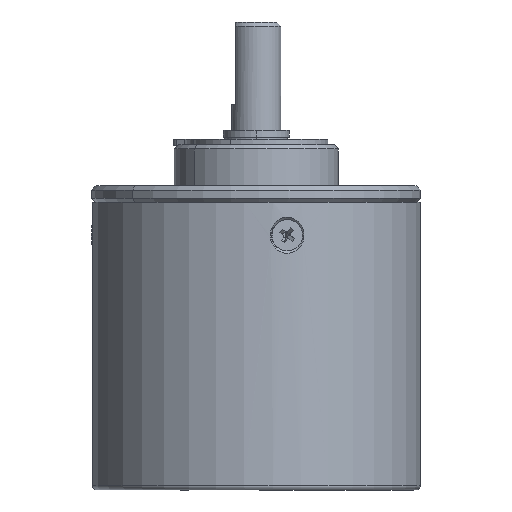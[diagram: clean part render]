
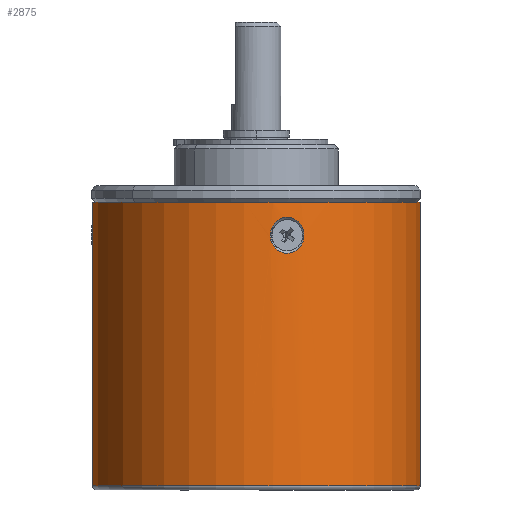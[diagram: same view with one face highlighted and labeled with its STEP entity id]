
A CAD part, left-side view. The second image highlights one B-rep face of the part: STEP entity #2875.
In plain terms, the highlighted cylindrical face has radius 20 mm (diameter 40 mm), a partial arc.
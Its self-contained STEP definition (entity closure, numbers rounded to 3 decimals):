
#27 = DIRECTION ( 'NONE',  ( -0.103, 0.995, 0. ) ) ;
#47 = CARTESIAN_POINT ( 'NONE',  ( -54.626, -5.346, -4.696 ) ) ;
#140 = ORIENTED_EDGE ( 'NONE', *, *, #1876, .F. ) ;
#176 = DIRECTION ( 'NONE',  ( 0., 0., -1. ) ) ;
#280 = CARTESIAN_POINT ( 'NONE',  ( -53.996, -8.215, -7.354 ) ) ;
#350 = CARTESIAN_POINT ( 'NONE',  ( -54.327, -6.957, -8.743 ) ) ;
#376 = CARTESIAN_POINT ( 'NONE',  ( -53.985, -8.252, -6.105 ) ) ;
#391 = CIRCLE ( 'NONE', #3961, 20. ) ;
#422 = CARTESIAN_POINT ( 'NONE',  ( -54.081, -7.924, -5.332 ) ) ;
#444 = CARTESIAN_POINT ( 'NONE',  ( -53.966, -8.313, -6.662 ) ) ;
#529 = VERTEX_POINT ( 'NONE', #4682 ) ;
#575 = CARTESIAN_POINT ( 'NONE',  ( -54.755, -4.22, -6.943 ) ) ;
#577 = CARTESIAN_POINT ( 'NONE',  ( -32.775, -22.394, -2.662 ) ) ;
#633 = B_SPLINE_CURVE_WITH_KNOTS ( 'NONE', 3,
 ( #3429, #2233, #1435, #1463, #280, #4592, #2284, #2633, #3033, #4984, #4570, #3839, #3764, #350, #1903, #1822, #1510, #1053, #3378, #3004, #3073, #1129, #697, #4547, #2257, #3280, #1069, #1324, #4449, #575, #952, #2509 ),
 .UNSPECIFIED., .F., .F.,
 ( 4, 2, 2, 2, 2, 2, 2, 2, 2, 2, 2, 2, 2, 2, 2, 4 ),
 ( 0.008, 0.009, 0.009, 0.01, 0.01, 0.011, 0.011, 0.011, 0.012, 0.012, 0.013, 0.013, 0.014, 0.014, 0.015, 0.015 ),
 .UNSPECIFIED. ) ;
#697 = CARTESIAN_POINT ( 'NONE',  ( -54.675, -4.993, -8.405 ) ) ;
#746 = CARTESIAN_POINT ( 'NONE',  ( -34.83, -2.5, -2.662 ) ) ;
#792 = VERTEX_POINT ( 'NONE', #4920 ) ;
#798 = CARTESIAN_POINT ( 'NONE',  ( -54.24, -7.323, -4.765 ) ) ;
#823 = CARTESIAN_POINT ( 'NONE',  ( -54.757, -4.207, -6.382 ) ) ;
#872 = ORIENTED_EDGE ( 'NONE', *, *, #4042, .T. ) ;
#908 = ORIENTED_EDGE ( 'NONE', *, *, #4923, .T. ) ;
#952 = CARTESIAN_POINT ( 'NONE',  ( -54.757, -4.207, -6.801 ) ) ;
#992 = VERTEX_POINT ( 'NONE', #2030 ) ;
#1023 = LINE ( 'NONE', #577, #1366 ) ;
#1053 = CARTESIAN_POINT ( 'NONE',  ( -54.495, -6.145, -8.862 ) ) ;
#1069 = CARTESIAN_POINT ( 'NONE',  ( -54.738, -4.41, -7.616 ) ) ;
#1115 = AXIS2_PLACEMENT_3D ( 'NONE', #1139, #1917, #1496 ) ;
#1120 = VERTEX_POINT ( 'NONE', #3080 ) ;
#1129 = CARTESIAN_POINT ( 'NONE',  ( -54.645, -5.224, -8.573 ) ) ;
#1139 = CARTESIAN_POINT ( 'NONE',  ( -34.83, -2.5, -2.662 ) ) ;
#1154 = DIRECTION ( 'NONE',  ( 0., 0., -1. ) ) ;
#1172 = CARTESIAN_POINT ( 'NONE',  ( -54.496, -6.14, -4.462 ) ) ;
#1197 = CARTESIAN_POINT ( 'NONE',  ( -54.757, -4.207, -6.662 ) ) ;
#1225 = CARTESIAN_POINT ( 'NONE',  ( -54.719, -4.611, -5.333 ) ) ;
#1244 = CARTESIAN_POINT ( 'NONE',  ( -54.757, -4.207, -6.662 ) ) ;
#1275 = ORIENTED_EDGE ( 'NONE', *, *, #2188, .T. ) ;
#1324 = CARTESIAN_POINT ( 'NONE',  ( -54.748, -4.309, -7.354 ) ) ;
#1366 = VECTOR ( 'NONE', #176, 1000. ) ;
#1419 = ORIENTED_EDGE ( 'NONE', *, *, #4562, .F. ) ;
#1435 = CARTESIAN_POINT ( 'NONE',  ( -53.97, -8.3, -6.944 ) ) ;
#1463 = CARTESIAN_POINT ( 'NONE',  ( -53.985, -8.251, -7.219 ) ) ;
#1496 = DIRECTION ( 'NONE',  ( 0.103, -0.995, 0. ) ) ;
#1510 = CARTESIAN_POINT ( 'NONE',  ( -54.442, -6.421, -8.861 ) ) ;
#1564 = CARTESIAN_POINT ( 'NONE',  ( -54.752, -4.26, -6.099 ) ) ;
#1588 = CARTESIAN_POINT ( 'NONE',  ( -53.996, -8.214, -5.968 ) ) ;
#1591 = FACE_OUTER_BOUND ( 'NONE', #1740, .T. ) ;
#1615 = CARTESIAN_POINT ( 'NONE',  ( -54.589, -5.598, -4.581 ) ) ;
#1740 = EDGE_LOOP ( 'NONE', ( #1419, #140, #1275, #2037 ) ) ;
#1822 = CARTESIAN_POINT ( 'NONE',  ( -54.414, -6.56, -8.846 ) ) ;
#1876 = EDGE_CURVE ( 'NONE', #529, #992, #2739, .T. ) ;
#1903 = CARTESIAN_POINT ( 'NONE',  ( -54.356, -6.828, -8.787 ) ) ;
#1909 = DIRECTION ( 'NONE',  ( 0., 0., -1. ) ) ;
#1917 = DIRECTION ( 'NONE',  ( 0., 0., 1. ) ) ;
#2030 = CARTESIAN_POINT ( 'NONE',  ( -32.775, -22.394, -2.662 ) ) ;
#2037 = ORIENTED_EDGE ( 'NONE', *, *, #2231, .T. ) ;
#2188 = EDGE_CURVE ( 'NONE', #529, #1120, #3110, .T. ) ;
#2231 = EDGE_CURVE ( 'NONE', #1120, #792, #391, .T. ) ;
#2233 = CARTESIAN_POINT ( 'NONE',  ( -53.966, -8.313, -6.802 ) ) ;
#2257 = CARTESIAN_POINT ( 'NONE',  ( -54.717, -4.621, -7.982 ) ) ;
#2284 = CARTESIAN_POINT ( 'NONE',  ( -54.042, -8.057, -7.743 ) ) ;
#2306 = CARTESIAN_POINT ( 'NONE',  ( -53.97, -8.301, -6.382 ) ) ;
#2329 = CARTESIAN_POINT ( 'NONE',  ( -54.039, -8.069, -5.577 ) ) ;
#2337 = B_SPLINE_CURVE_WITH_KNOTS ( 'NONE', 3,
 ( #1197, #823, #1564, #3480, #1225, #2712, #2354, #3126, #47, #1615, #4672, #4986, #1172, #2377, #2738, #4283, #798, #3884, #3907, #422, #2329, #1588, #376, #2306, #3178, #444 ),
 .UNSPECIFIED., .F., .F.,
 ( 4, 2, 2, 2, 2, 2, 2, 2, 2, 2, 2, 2, 4 ),
 ( 0.002, 0.003, 0.003, 0.004, 0.004, 0.005, 0.005, 0.006, 0.006, 0.007, 0.008, 0.008, 0.008 ),
 .UNSPECIFIED. ) ;
#2354 = CARTESIAN_POINT ( 'NONE',  ( -54.673, -4.999, -4.931 ) ) ;
#2377 = CARTESIAN_POINT ( 'NONE',  ( -54.416, -6.555, -4.461 ) ) ;
#2509 = CARTESIAN_POINT ( 'NONE',  ( -54.757, -4.207, -6.662 ) ) ;
#2610 = CARTESIAN_POINT ( 'NONE',  ( -53.966, -8.313, -6.662 ) ) ;
#2633 = CARTESIAN_POINT ( 'NONE',  ( -54.083, -7.915, -7.981 ) ) ;
#2637 = CARTESIAN_POINT ( 'NONE',  ( -36.884, 17.394, -2.662 ) ) ;
#2712 = CARTESIAN_POINT ( 'NONE',  ( -54.686, -4.894, -5.025 ) ) ;
#2738 = CARTESIAN_POINT ( 'NONE',  ( -54.357, -6.83, -4.522 ) ) ;
#2739 = CIRCLE ( 'NONE', #1115, 20. ) ;
#2875 = ADVANCED_FACE ( 'NONE', ( #1591, #3454 ), #3842, .T. ) ;
#3004 = CARTESIAN_POINT ( 'NONE',  ( -54.566, -5.737, -8.788 ) ) ;
#3033 = CARTESIAN_POINT ( 'NONE',  ( -54.106, -7.834, -8.092 ) ) ;
#3073 = CARTESIAN_POINT ( 'NONE',  ( -54.588, -5.604, -8.744 ) ) ;
#3080 = CARTESIAN_POINT ( 'NONE',  ( -36.884, 17.394, -37.162 ) ) ;
#3096 = DIRECTION ( 'NONE',  ( 0.103, -0.995, 0. ) ) ;
#3110 = LINE ( 'NONE', #2637, #4371 ) ;
#3126 = CARTESIAN_POINT ( 'NONE',  ( -54.643, -5.226, -4.766 ) ) ;
#3178 = CARTESIAN_POINT ( 'NONE',  ( -53.966, -8.313, -6.521 ) ) ;
#3280 = CARTESIAN_POINT ( 'NONE',  ( -54.732, -4.473, -7.743 ) ) ;
#3369 = VERTEX_POINT ( 'NONE', #1244 ) ;
#3378 = CARTESIAN_POINT ( 'NONE',  ( -54.52, -6.009, -8.847 ) ) ;
#3429 = CARTESIAN_POINT ( 'NONE',  ( -53.966, -8.313, -6.662 ) ) ;
#3454 = FACE_BOUND ( 'NONE', #4106, .T. ) ;
#3480 = CARTESIAN_POINT ( 'NONE',  ( -54.734, -4.46, -5.578 ) ) ;
#3764 = CARTESIAN_POINT ( 'NONE',  ( -54.268, -7.209, -8.627 ) ) ;
#3839 = CARTESIAN_POINT ( 'NONE',  ( -54.239, -7.327, -8.556 ) ) ;
#3842 = CYLINDRICAL_SURFACE ( 'NONE', #4789, 20. ) ;
#3852 = CARTESIAN_POINT ( 'NONE',  ( -34.83, -2.5, -37.162 ) ) ;
#3884 = CARTESIAN_POINT ( 'NONE',  ( -54.183, -7.544, -4.929 ) ) ;
#3907 = CARTESIAN_POINT ( 'NONE',  ( -54.156, -7.648, -5.024 ) ) ;
#3961 = AXIS2_PLACEMENT_3D ( 'NONE', #3852, #4296, #3096 ) ;
#4042 = EDGE_CURVE ( 'NONE', #3369, #4489, #2337, .T. ) ;
#4106 = EDGE_LOOP ( 'NONE', ( #908, #872 ) ) ;
#4283 = CARTESIAN_POINT ( 'NONE',  ( -54.269, -7.205, -4.695 ) ) ;
#4296 = DIRECTION ( 'NONE',  ( 0., 0., 1. ) ) ;
#4371 = VECTOR ( 'NONE', #1154, 1000. ) ;
#4449 = CARTESIAN_POINT ( 'NONE',  ( -54.751, -4.272, -7.22 ) ) ;
#4489 = VERTEX_POINT ( 'NONE', #2610 ) ;
#4547 = CARTESIAN_POINT ( 'NONE',  ( -54.708, -4.705, -8.094 ) ) ;
#4562 = EDGE_CURVE ( 'NONE', #992, #792, #1023, .T. ) ;
#4570 = CARTESIAN_POINT ( 'NONE',  ( -54.183, -7.546, -8.393 ) ) ;
#4592 = CARTESIAN_POINT ( 'NONE',  ( -54.024, -8.118, -7.616 ) ) ;
#4672 = CARTESIAN_POINT ( 'NONE',  ( -54.567, -5.733, -4.536 ) ) ;
#4682 = CARTESIAN_POINT ( 'NONE',  ( -36.884, 17.394, -2.662 ) ) ;
#4789 = AXIS2_PLACEMENT_3D ( 'NONE', #746, #1909, #27 ) ;
#4920 = CARTESIAN_POINT ( 'NONE',  ( -32.775, -22.394, -37.162 ) ) ;
#4923 = EDGE_CURVE ( 'NONE', #4489, #3369, #633, .T. ) ;
#4984 = CARTESIAN_POINT ( 'NONE',  ( -54.156, -7.649, -8.299 ) ) ;
#4986 = CARTESIAN_POINT ( 'NONE',  ( -54.521, -6.003, -4.477 ) ) ;
